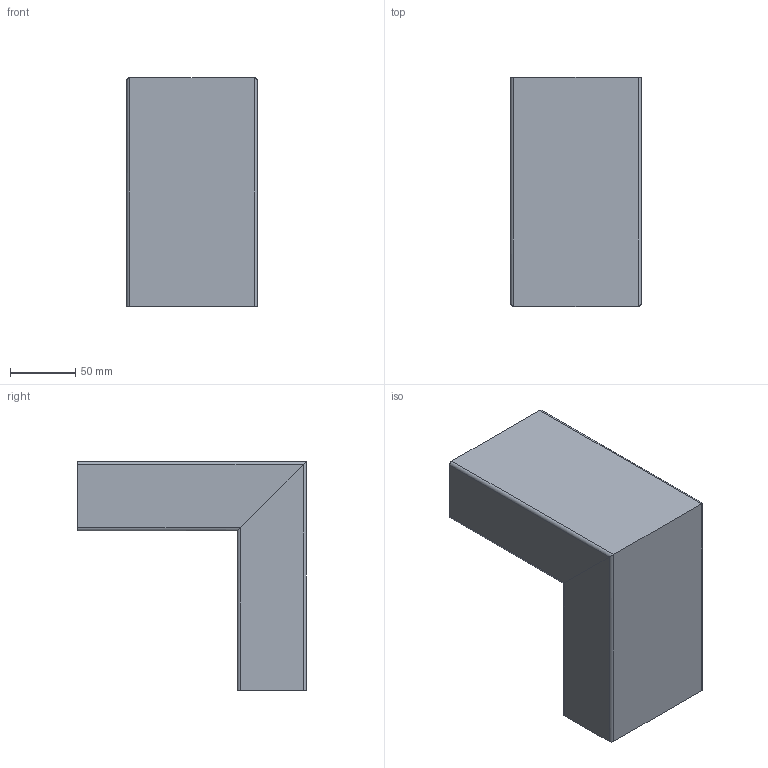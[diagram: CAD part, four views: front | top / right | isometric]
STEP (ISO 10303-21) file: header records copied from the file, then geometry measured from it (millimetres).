
FILE_DESCRIPTION (( 'STEP AP214' ), '1' );
FILE_NAME ('6112430.stp', '2016-04-27T09:52:02', ( '' ), ( '' ), 'SwSTEP 2.0', 'SolidWorks 2014', '' );
FILE_SCHEMA (( 'AUTOMOTIVE_DESIGN' ));
Length unit declared in the file: millimetre
Products named in the file (2): 092783_L=175; 6112430
Assembly tree (2 placements, depth 2):
  6112430
    092783_L=175  x2
Bounding box: 100 x 175 x 175 mm (x, y, z)
Volume: 169506.8 mm3; surface area: 173180.5 mm2
Topology: 2 solids, 2 shells, 96 faces, 276 edges, 184 vertices
Faces by surface type: plane 56, cylinder 40
Entity records: 1636 total; most frequent: CARTESIAN_POINT 343, ORIENTED_EDGE 276, DIRECTION 244, EDGE_CURVE 138, VECTOR 98, LINE 98, VERTEX_POINT 92, AXIS2_PLACEMENT_3D 73
